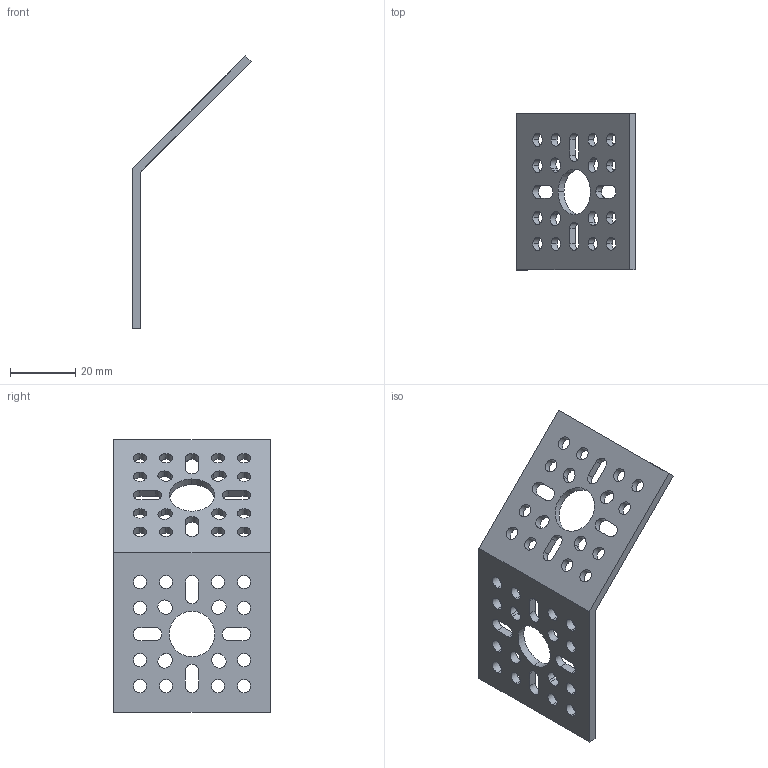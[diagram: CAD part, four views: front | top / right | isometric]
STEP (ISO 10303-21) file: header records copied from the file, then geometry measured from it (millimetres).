
FILE_DESCRIPTION (( 'STEP AP203' ), '1' );
FILE_NAME ('1111-0001-0001.STEP', '2017-12-22T22:54:10', ( '' ), ( '' ), 'SwSTEP 2.0', 'SolidWorks 2016', '' );
FILE_SCHEMA (( 'CONFIG_CONTROL_DESIGN' ));
Length unit declared in the file: millimetre
Products named in the file (1): 1111-0001-0001
Bounding box: 36.44 x 48 x 83.71 mm (x, y, z)
Volume: 9188.1 mm3; surface area: 9767.1 mm2
Topology: 1 solids, 1 shells, 135 faces, 399 edges, 266 vertices
Faces by surface type: cylinder 95, plane 40
Entity records: 4848 total; most frequent: DIRECTION 861, CARTESIAN_POINT 801, ORIENTED_EDGE 798, EDGE_CURVE 399, AXIS2_PLACEMENT_3D 326, VERTEX_POINT 266, EDGE_LOOP 219, LINE 209
